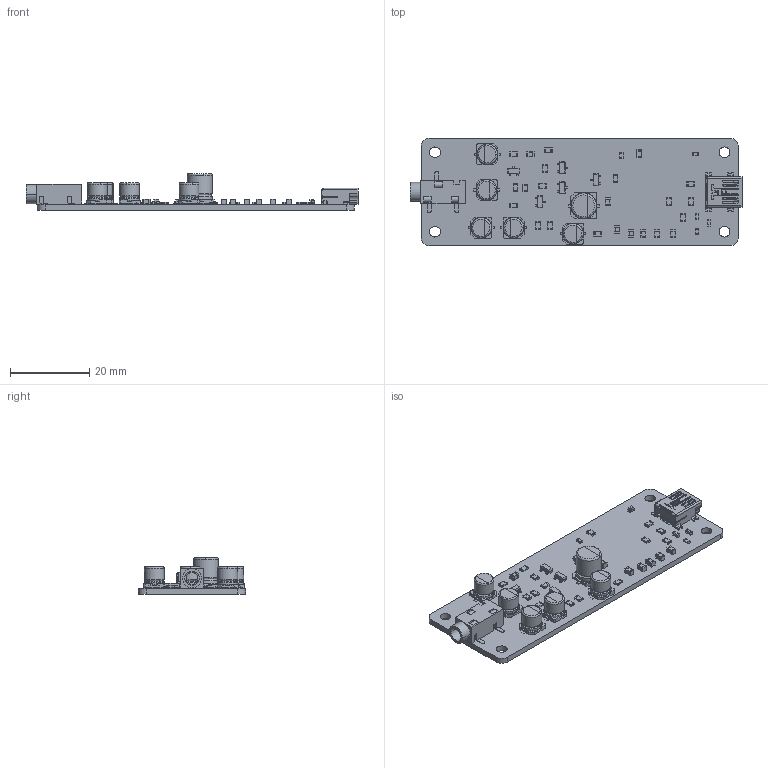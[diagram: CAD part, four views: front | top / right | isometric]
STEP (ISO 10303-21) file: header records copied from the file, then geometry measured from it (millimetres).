
FILE_DESCRIPTION(('KiCad electronic assembly'),'2;1');
FILE_NAME('aom-preamp.step','2025-05-21T15:32:46',('Pcbnew'),('Kicad'), 'Open CASCADE STEP processor 7.8','KiCad to STEP converter','Unknown' );
FILE_SCHEMA(('AUTOMOTIVE_DESIGN { 1 0 10303 214 1 1 1 1 }'));
Length unit declared in the file: millimetre
Products named in the file (12): aom-preamp 1; CP_Elec_5x5.4; SOT-23; R_0805_2012Metric; C_0805_2012Metric; L_0603_1608Metric; PJ-320B; CP_Elec_6.3x7.7; Fuse_0603_1608Metric; USB_Mini-B_Lumberg_2486_01_Horizontal; LED_0603_1608Metric; aom-preamp_PCB
Assembly tree (42 placements, depth 2):
  aom-preamp 1
    CP_Elec_5x5.4  x5
    SOT-23  x5
    R_0805_2012Metric  x16
    C_0805_2012Metric  x7
    L_0603_1608Metric  x2
    PJ-320B
    CP_Elec_6.3x7.7
    Fuse_0603_1608Metric  x2
    USB_Mini-B_Lumberg_2486_01_Horizontal
    LED_0603_1608Metric
    aom-preamp_PCB
Bounding box: 83.7 x 27 x 9.29 mm (x, y, z)
Volume: 4475.7 mm3; surface area: 7279 mm2
Topology: 48 solids, 48 shells, 2037 faces, 5358 edges, 3427 vertices
Faces by surface type: plane 1270, cylinder 584, bspline 147, torus 30, revolution 6
Full cylindrical faces by diameter (mm): 0.8 x2, 0.9 x2, 1.2 x2, 2.7 x4, 5 x10, 6.3 x2
Entity records: 36709 total; most frequent: CARTESIAN_POINT 5955, ORIENTED_EDGE 5268, DIRECTION 5118, EDGE_CURVE 2634, LINE 1982, VECTOR 1982, VERTEX_POINT 1703, AXIS2_PLACEMENT_3D 1567
